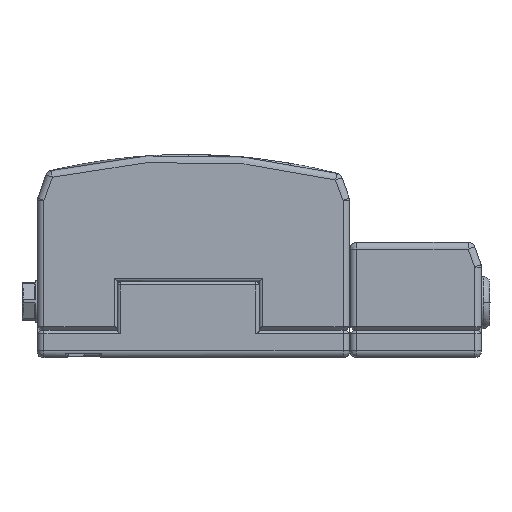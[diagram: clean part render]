
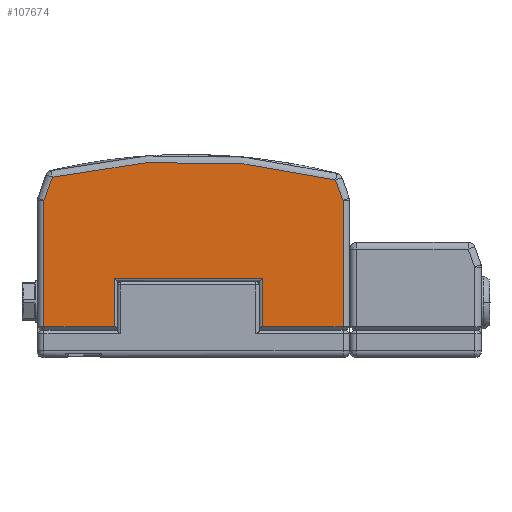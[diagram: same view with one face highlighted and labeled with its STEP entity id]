
A CAD part, left-side view. The second image highlights one B-rep face of the part: STEP entity #107674.
In plain terms, the highlighted planar face has unit normal (-1, 0, 0).
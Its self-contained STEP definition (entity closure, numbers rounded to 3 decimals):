
#1334 = VERTEX_POINT ( 'NONE', #32491 ) ;
#2161 = VECTOR ( 'NONE', #53119, 1000. ) ;
#4298 = CARTESIAN_POINT ( 'NONE',  ( -626.286, 87.024, 59.648 ) ) ;
#5377 = DIRECTION ( 'NONE',  ( 0., -0.342, -0.94 ) ) ;
#5987 = DIRECTION ( 'NONE',  ( 0., 0., -1. ) ) ;
#6932 = LINE ( 'NONE', #4298, #93464 ) ;
#8116 = DIRECTION ( 'NONE',  ( 0., -0.342, 0.94 ) ) ;
#9355 = CARTESIAN_POINT ( 'NONE',  ( -626.286, 270.024, 59.648 ) ) ;
#17937 = ORIENTED_EDGE ( 'NONE', *, *, #74492, .F. ) ;
#19067 = EDGE_CURVE ( 'NONE', #36628, #156358, #6932, .T. ) ;
#19095 = VERTEX_POINT ( 'NONE', #124787 ) ;
#24644 = ORIENTED_EDGE ( 'NONE', *, *, #82399, .F. ) ;
#27259 = VERTEX_POINT ( 'NONE', #68228 ) ;
#27579 = EDGE_CURVE ( 'NONE', #167405, #85926, #146364, .T. ) ;
#28724 = CARTESIAN_POINT ( 'NONE',  ( -626.286, 206.147, 169.868 ) ) ;
#29066 = CARTESIAN_POINT ( 'NONE',  ( -626.286, 181.849, -32.548 ) ) ;
#30080 =( BOUNDED_CURVE ( )  B_SPLINE_CURVE ( 3, ( #133416, #55984, #28724, #162431 ),
 .UNSPECIFIED., .F., .F. ) 
 B_SPLINE_CURVE_WITH_KNOTS ( ( 4, 4 ),
 ( 0., 1. ),
 .UNSPECIFIED. ) 
 CURVE ( )  GEOMETRIC_REPRESENTATION_ITEM ( )  RATIONAL_B_SPLINE_CURVE ( ( 1., 0.98, 0.98, 1. ) ) 
 REPRESENTATION_ITEM ( '' )  );
#32491 = CARTESIAN_POINT ( 'NONE',  ( -626.286, 95.803, 141.162 ) ) ;
#32568 = EDGE_CURVE ( 'NONE', #41595, #66400, #157477, .T. ) ;
#36628 = VERTEX_POINT ( 'NONE', #150429 ) ;
#38583 = ORIENTED_EDGE ( 'NONE', *, *, #32568, .F. ) ;
#39772 = LINE ( 'NONE', #58135, #170408 ) ;
#41595 = VERTEX_POINT ( 'NONE', #168165 ) ;
#42151 = VECTOR ( 'NONE', #5987, 1000. ) ;
#42989 = CARTESIAN_POINT ( 'NONE',  ( -626.286, 270.024, -32.548 ) ) ;
#52963 = ORIENTED_EDGE ( 'NONE', *, *, #98118, .F. ) ;
#53119 = DIRECTION ( 'NONE',  ( 0., 1., 0. ) ) ;
#55984 = CARTESIAN_POINT ( 'NONE',  ( -626.286, 320.158, 170.988 ) ) ;
#56881 = ORIENTED_EDGE ( 'NONE', *, *, #19067, .F. ) ;
#58135 = CARTESIAN_POINT ( 'NONE',  ( -626.286, 95.803, 141.162 ) ) ;
#62332 = EDGE_CURVE ( 'NONE', #66400, #19095, #106772, .T. ) ;
#62988 = DIRECTION ( 'NONE',  ( 1., 0., 0. ) ) ;
#63344 = DIRECTION ( 'NONE',  ( 0., 0., 1. ) ) ;
#64045 = CARTESIAN_POINT ( 'NONE',  ( -626.286, 441.024, 59.648 ) ) ;
#64485 = CARTESIAN_POINT ( 'NONE',  ( -626.286, 358.014, -32.547 ) ) ;
#64694 = EDGE_CURVE ( 'NONE', #1334, #36628, #39772, .T. ) ;
#66184 = EDGE_CURVE ( 'NONE', #148774, #1334, #30080, .T. ) ;
#66400 = VERTEX_POINT ( 'NONE', #141219 ) ;
#67258 = VECTOR ( 'NONE', #131458, 1000. ) ;
#67759 = CARTESIAN_POINT ( 'NONE',  ( -626.286, 182.226, -32.547 ) ) ;
#68228 = CARTESIAN_POINT ( 'NONE',  ( -626.286, 441.024, 117.042 ) ) ;
#69199 = CARTESIAN_POINT ( 'NONE',  ( -626.286, 441.024, -32.547 ) ) ;
#71939 = AXIS2_PLACEMENT_3D ( 'NONE', #9355, #62988, #170307 ) ;
#74492 = EDGE_CURVE ( 'NONE', #85926, #27259, #104494, .T. ) ;
#74590 = VECTOR ( 'NONE', #117706, 1000. ) ;
#82399 = EDGE_CURVE ( 'NONE', #19095, #167405, #126455, .T. ) ;
#83936 = B_SPLINE_CURVE_WITH_KNOTS ( 'NONE', 3,
 ( #29066, #160163, #122300, #67759 ),
 .UNSPECIFIED., .F., .F.,
 ( 4, 4 ),
 ( -1., 0. ),
 .UNSPECIFIED. ) ;
#85926 = VERTEX_POINT ( 'NONE', #69199 ) ;
#86076 = DIRECTION ( 'NONE',  ( 0., 0., -1. ) ) ;
#88615 = CARTESIAN_POINT ( 'NONE',  ( -626.286, 358.014, 59.648 ) ) ;
#88875 = CARTESIAN_POINT ( 'NONE',  ( -626.286, 182.226, 59.648 ) ) ;
#91982 = PLANE ( 'NONE',  #71939 ) ;
#93464 = VECTOR ( 'NONE', #86076, 1000. ) ;
#94842 = ORIENTED_EDGE ( 'NONE', *, *, #102862, .F. ) ;
#98118 = EDGE_CURVE ( 'NONE', #130625, #41595, #83936, .T. ) ;
#99674 = ORIENTED_EDGE ( 'NONE', *, *, #27579, .F. ) ;
#100176 = VECTOR ( 'NONE', #63344, 1000. ) ;
#100199 = CARTESIAN_POINT ( 'NONE',  ( -626.286, 431.045, 144.458 ) ) ;
#102862 = EDGE_CURVE ( 'NONE', #156358, #130625, #163490, .T. ) ;
#104494 = LINE ( 'NONE', #64045, #74590 ) ;
#106772 = LINE ( 'NONE', #132313, #67258 ) ;
#107674 = ADVANCED_FACE ( 'NONE', ( #156250 ), #91982, .F. ) ;
#112844 = ORIENTED_EDGE ( 'NONE', *, *, #62332, .F. ) ;
#117004 = CARTESIAN_POINT ( 'NONE',  ( -626.286, 87.024, -32.548 ) ) ;
#117706 = DIRECTION ( 'NONE',  ( 0., 0., 1. ) ) ;
#122096 = VECTOR ( 'NONE', #160907, 1000. ) ;
#122300 = CARTESIAN_POINT ( 'NONE',  ( -626.286, 182.1, -32.547 ) ) ;
#123935 = EDGE_LOOP ( 'NONE', ( #138665, #168478, #127533, #17937, #99674, #24644, #112844, #38583, #52963, #94842, #56881 ) ) ;
#124787 = CARTESIAN_POINT ( 'NONE',  ( -626.286, 358.014, 24.943 ) ) ;
#126455 = LINE ( 'NONE', #88615, #42151 ) ;
#127533 = ORIENTED_EDGE ( 'NONE', *, *, #143360, .F. ) ;
#127821 = VECTOR ( 'NONE', #8116, 1000. ) ;
#130625 = VERTEX_POINT ( 'NONE', #132975 ) ;
#131166 = CARTESIAN_POINT ( 'NONE',  ( -626.286, 441.024, 117.042 ) ) ;
#131458 = DIRECTION ( 'NONE',  ( 0., 1., 0. ) ) ;
#132278 = CARTESIAN_POINT ( 'NONE',  ( -626.286, 270.024, -32.547 ) ) ;
#132313 = CARTESIAN_POINT ( 'NONE',  ( -626.286, 270.024, 24.943 ) ) ;
#132975 = CARTESIAN_POINT ( 'NONE',  ( -626.286, 181.849, -32.548 ) ) ;
#133416 = CARTESIAN_POINT ( 'NONE',  ( -626.286, 431.045, 144.458 ) ) ;
#138665 = ORIENTED_EDGE ( 'NONE', *, *, #64694, .F. ) ;
#141219 = CARTESIAN_POINT ( 'NONE',  ( -626.286, 182.226, 24.943 ) ) ;
#143360 = EDGE_CURVE ( 'NONE', #27259, #148774, #157593, .T. ) ;
#146364 = LINE ( 'NONE', #132278, #2161 ) ;
#148774 = VERTEX_POINT ( 'NONE', #100199 ) ;
#150429 = CARTESIAN_POINT ( 'NONE',  ( -626.286, 87.024, 117.042 ) ) ;
#156250 = FACE_OUTER_BOUND ( 'NONE', #123935, .T. ) ;
#156358 = VERTEX_POINT ( 'NONE', #117004 ) ;
#157477 = LINE ( 'NONE', #88875, #100176 ) ;
#157593 = LINE ( 'NONE', #131166, #127821 ) ;
#160163 = CARTESIAN_POINT ( 'NONE',  ( -626.286, 181.975, -32.548 ) ) ;
#160907 = DIRECTION ( 'NONE',  ( 0., 1., 0. ) ) ;
#162431 = CARTESIAN_POINT ( 'NONE',  ( -626.286, 95.803, 141.162 ) ) ;
#163490 = LINE ( 'NONE', #42989, #122096 ) ;
#167405 = VERTEX_POINT ( 'NONE', #64485 ) ;
#168165 = CARTESIAN_POINT ( 'NONE',  ( -626.286, 182.226, -32.547 ) ) ;
#168478 = ORIENTED_EDGE ( 'NONE', *, *, #66184, .F. ) ;
#170307 = DIRECTION ( 'NONE',  ( 0., 0., -1. ) ) ;
#170408 = VECTOR ( 'NONE', #5377, 1000. ) ;
